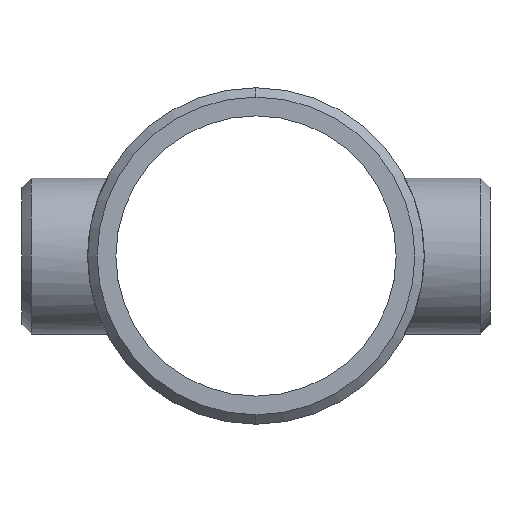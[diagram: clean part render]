
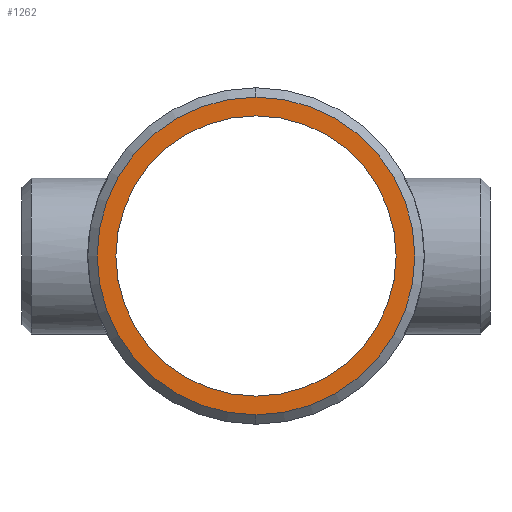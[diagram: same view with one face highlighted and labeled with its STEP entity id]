
A CAD part, left-side view. The second image highlights one B-rep face of the part: STEP entity #1262.
In plain terms, the highlighted planar face has unit normal (-1, 0, 0).
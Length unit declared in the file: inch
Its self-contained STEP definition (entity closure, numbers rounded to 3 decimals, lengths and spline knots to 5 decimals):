
#102 = CARTESIAN_POINT ( 'NONE',  ( -7., 0., 0. ) ) ;
#107 = CIRCLE ( 'NONE', #249, 4.07283 ) ;
#119 = CARTESIAN_POINT ( 'NONE',  ( -7., 0., 0. ) ) ;
#131 = ORIENTED_EDGE ( 'NONE', *, *, #385, .T. ) ;
#139 = AXIS2_PLACEMENT_3D ( 'NONE', #119, #1120, #815 ) ;
#149 = DIRECTION ( 'NONE',  ( 1., 0., 0. ) ) ;
#153 = DIRECTION ( 'NONE',  ( 0., 0., -1. ) ) ;
#217 = CARTESIAN_POINT ( 'NONE',  ( -7., 0., 3.5935 ) ) ;
#249 = AXIS2_PLACEMENT_3D ( 'NONE', #384, #1166, #671 ) ;
#287 = CARTESIAN_POINT ( 'NONE',  ( -7., 0., 4.07283 ) ) ;
#356 = AXIS2_PLACEMENT_3D ( 'NONE', #425, #450, #153 ) ;
#364 = ORIENTED_EDGE ( 'NONE', *, *, #437, .T. ) ;
#384 = CARTESIAN_POINT ( 'NONE',  ( -7., 0., 0. ) ) ;
#385 = EDGE_CURVE ( 'NONE', #1203, #624, #1004, .T. ) ;
#410 = DIRECTION ( 'NONE',  ( 0., 0., 1. ) ) ;
#425 = CARTESIAN_POINT ( 'NONE',  ( -7., 0., 0. ) ) ;
#437 = EDGE_CURVE ( 'NONE', #949, #937, #944, .T. ) ;
#450 = DIRECTION ( 'NONE',  ( -1., 0., 0. ) ) ;
#455 = AXIS2_PLACEMENT_3D ( 'NONE', #833, #149, #543 ) ;
#492 = CARTESIAN_POINT ( 'NONE',  ( -7., 0., -4.07283 ) ) ;
#510 = EDGE_LOOP ( 'NONE', ( #1039, #364 ) ) ;
#521 = EDGE_CURVE ( 'NONE', #624, #1203, #535, .T. ) ;
#535 = CIRCLE ( 'NONE', #139, 3.5935 ) ;
#543 = DIRECTION ( 'NONE',  ( 0., 0., 1. ) ) ;
#624 = VERTEX_POINT ( 'NONE', #960 ) ;
#667 = ORIENTED_EDGE ( 'NONE', *, *, #521, .T. ) ;
#671 = DIRECTION ( 'NONE',  ( 0., 0., 1. ) ) ;
#693 = DIRECTION ( 'NONE',  ( -1., 0., 0. ) ) ;
#815 = DIRECTION ( 'NONE',  ( 0., 0., 1. ) ) ;
#817 = PLANE ( 'NONE',  #356 ) ;
#833 = CARTESIAN_POINT ( 'NONE',  ( -7., 0., 0. ) ) ;
#866 = AXIS2_PLACEMENT_3D ( 'NONE', #102, #693, #410 ) ;
#901 = EDGE_LOOP ( 'NONE', ( #131, #667 ) ) ;
#908 = FACE_OUTER_BOUND ( 'NONE', #510, .T. ) ;
#937 = VERTEX_POINT ( 'NONE', #492 ) ;
#944 = CIRCLE ( 'NONE', #866, 4.07283 ) ;
#949 = VERTEX_POINT ( 'NONE', #287 ) ;
#960 = CARTESIAN_POINT ( 'NONE',  ( -7., 0., -3.5935 ) ) ;
#1004 = CIRCLE ( 'NONE', #455, 3.5935 ) ;
#1014 = EDGE_CURVE ( 'NONE', #937, #949, #107, .T. ) ;
#1039 = ORIENTED_EDGE ( 'NONE', *, *, #1014, .T. ) ;
#1120 = DIRECTION ( 'NONE',  ( 1., 0., 0. ) ) ;
#1166 = DIRECTION ( 'NONE',  ( -1., 0., 0. ) ) ;
#1202 = FACE_BOUND ( 'NONE', #901, .T. ) ;
#1203 = VERTEX_POINT ( 'NONE', #217 ) ;
#1262 = ADVANCED_FACE ( 'NONE', ( #908, #1202 ), #817, .T. ) ;
